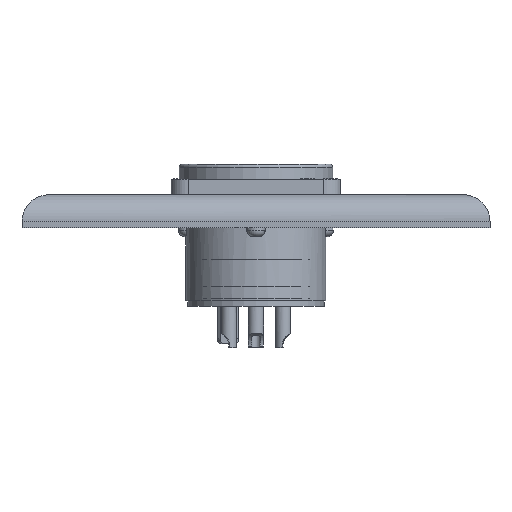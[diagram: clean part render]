
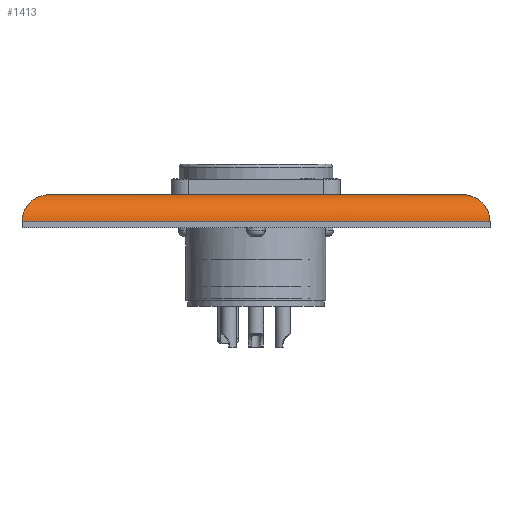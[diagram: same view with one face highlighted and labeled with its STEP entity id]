
A CAD part, front view. The second image highlights one B-rep face of the part: STEP entity #1413.
In plain terms, the highlighted cylindrical face has radius 4.064 mm (diameter 8.128 mm), a partial arc.
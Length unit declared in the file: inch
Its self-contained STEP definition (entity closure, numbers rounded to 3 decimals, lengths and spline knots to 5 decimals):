
#1259 = EDGE_CURVE ( 'NONE', #1271, #1378, #5397, .T. ) ;
#1271 = VERTEX_POINT ( 'NONE', #5352 ) ;
#1315 = VERTEX_POINT ( 'NONE', #5594 ) ;
#1348 = VERTEX_POINT ( 'NONE', #5495 ) ;
#1351 = EDGE_CURVE ( 'NONE', #1348, #1315, #5484, .T. ) ;
#1378 = VERTEX_POINT ( 'NONE', #5467 ) ;
#1410 = EDGE_CURVE ( 'NONE', #1348, #1378, #5648, .T. ) ;
#1412 = EDGE_LOOP ( 'NONE', ( #1415, #1416, #1414, #1513 ) ) ;
#1413 = ADVANCED_FACE ( 'NONE', ( #5685 ), #5356, .T. ) ;
#1414 = ORIENTED_EDGE ( 'NONE', *, *, #1410, .T. ) ;
#1415 = ORIENTED_EDGE ( 'NONE', *, *, #1423, .T. ) ;
#1416 = ORIENTED_EDGE ( 'NONE', *, *, #1351, .F. ) ;
#1423 = EDGE_CURVE ( 'NONE', #1271, #1315, #7733, .T. ) ;
#1513 = ORIENTED_EDGE ( 'NONE', *, *, #1259, .F. ) ;
#5346 = DIRECTION ( 'NONE',  ( 0., 0., -1. ) ) ;
#5350 = DIRECTION ( 'NONE',  ( 1., 0., 0. ) ) ;
#5351 = CARTESIAN_POINT ( 'NONE',  ( 0., 0.16, 0.037 ) ) ;
#5352 = CARTESIAN_POINT ( 'NONE',  ( 0.16, 0.16, 0.197 ) ) ;
#5356 = CYLINDRICAL_SURFACE ( 'NONE', #5375, 0.16 ) ;
#5375 = AXIS2_PLACEMENT_3D ( 'NONE', #5351, #5350, #5346 ) ;
#5384 = DIRECTION ( 'NONE',  ( 1., 0., 0. ) ) ;
#5385 = VECTOR ( 'NONE', #5384, 39.37008 ) ;
#5396 = CARTESIAN_POINT ( 'NONE',  ( 0., 0.16, 0.197 ) ) ;
#5397 = LINE ( 'NONE', #5396, #5385 ) ;
#5467 = CARTESIAN_POINT ( 'NONE',  ( 2.615, 0.16, 0.197 ) ) ;
#5475 = DIRECTION ( 'NONE',  ( -1., 0., 0. ) ) ;
#5476 = VECTOR ( 'NONE', #5475, 39.37008 ) ;
#5477 = CARTESIAN_POINT ( 'NONE',  ( 0., 0., 0.037 ) ) ;
#5484 = LINE ( 'NONE', #5477, #5476 ) ;
#5495 = CARTESIAN_POINT ( 'NONE',  ( 2.775, 0., 0.037 ) ) ;
#5594 = CARTESIAN_POINT ( 'NONE',  ( 0., 0., 0.037 ) ) ;
#5648 =( BOUNDED_CURVE ( )  B_SPLINE_CURVE ( 3, ( #5684, #5683, #5682, #5681 ),
 .UNSPECIFIED., .F., .F. ) 
 B_SPLINE_CURVE_WITH_KNOTS ( ( 4, 4 ),
 ( 3.14159, 4.71239 ),
 .UNSPECIFIED. ) 
 CURVE ( )  GEOMETRIC_REPRESENTATION_ITEM ( )  RATIONAL_B_SPLINE_CURVE ( ( 1., 0.805, 0.805, 1. ) ) 
 REPRESENTATION_ITEM ( '' )  );
#5681 = CARTESIAN_POINT ( 'NONE',  ( 2.615, 0.16, 0.197 ) ) ;
#5682 = CARTESIAN_POINT ( 'NONE',  ( 2.70873, 0.06627, 0.197 ) ) ;
#5683 = CARTESIAN_POINT ( 'NONE',  ( 2.775, 0., 0.13073 ) ) ;
#5684 = CARTESIAN_POINT ( 'NONE',  ( 2.775, 0., 0.037 ) ) ;
#5685 = FACE_OUTER_BOUND ( 'NONE', #1412, .T. ) ;
#7729 = CARTESIAN_POINT ( 'NONE',  ( 0., 0., 0.037 ) ) ;
#7730 = CARTESIAN_POINT ( 'NONE',  ( 0., 0., 0.13073 ) ) ;
#7731 = CARTESIAN_POINT ( 'NONE',  ( 0.06627, 0.06627, 0.197 ) ) ;
#7732 = CARTESIAN_POINT ( 'NONE',  ( 0.16, 0.16, 0.197 ) ) ;
#7733 =( BOUNDED_CURVE ( )  B_SPLINE_CURVE ( 3, ( #7732, #7731, #7730, #7729 ),
 .UNSPECIFIED., .F., .T. ) 
 B_SPLINE_CURVE_WITH_KNOTS ( ( 4, 4 ),
 ( 4.71239, 6.28319 ),
 .UNSPECIFIED. ) 
 CURVE ( )  GEOMETRIC_REPRESENTATION_ITEM ( )  RATIONAL_B_SPLINE_CURVE ( ( 1., 0.805, 0.805, 1. ) ) 
 REPRESENTATION_ITEM ( '' )  );
